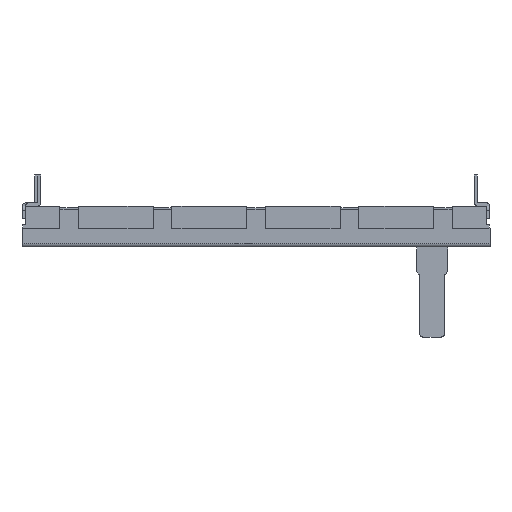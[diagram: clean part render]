
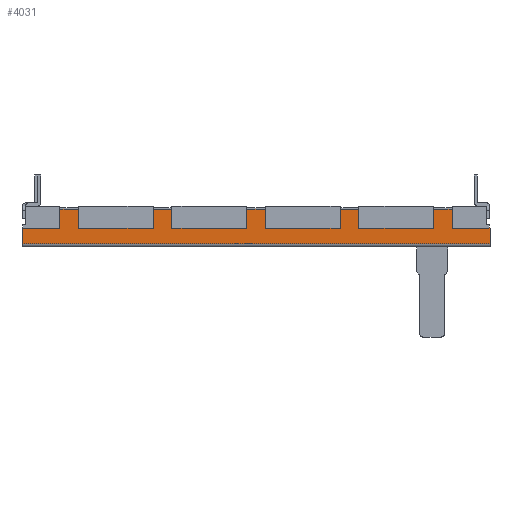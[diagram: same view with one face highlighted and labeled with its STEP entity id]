
A CAD part, left-side view. The second image highlights one B-rep face of the part: STEP entity #4031.
In plain terms, the highlighted planar face has unit normal (-1, 0, 0).
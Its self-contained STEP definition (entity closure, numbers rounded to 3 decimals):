
#208=PLANE('',#4292);
#412=FACE_OUTER_BOUND('',#621,.T.);
#621=EDGE_LOOP('',(#3507,#3508,#3509,#3510,#3511,#3512,#3513,#3514,#3515,
#3516,#3517,#3518,#3519,#3520,#3521,#3522,#3523,#3524,#3525,#3526,#3527,
#3528,#3529,#3530));
#1052=LINE('',#6205,#1588);
#1055=LINE('',#6210,#1591);
#1058=LINE('',#6215,#1594);
#1061=LINE('',#6220,#1597);
#1064=LINE('',#6225,#1600);
#1081=LINE('',#6254,#1617);
#1086=LINE('',#6263,#1622);
#1087=LINE('',#6266,#1623);
#1092=LINE('',#6275,#1628);
#1093=LINE('',#6278,#1629);
#1098=LINE('',#6287,#1634);
#1099=LINE('',#6290,#1635);
#1104=LINE('',#6299,#1640);
#1105=LINE('',#6302,#1641);
#1108=LINE('',#6307,#1644);
#1109=LINE('',#6308,#1645);
#1110=LINE('',#6309,#1646);
#1111=LINE('',#6310,#1647);
#1112=LINE('',#6312,#1648);
#1113=LINE('',#6314,#1649);
#1114=LINE('',#6316,#1650);
#1115=LINE('',#6318,#1651);
#1116=LINE('',#6320,#1652);
#1117=LINE('',#6321,#1653);
#1588=VECTOR('',#5053,10.);
#1591=VECTOR('',#5056,10.);
#1594=VECTOR('',#5059,10.);
#1597=VECTOR('',#5062,10.);
#1600=VECTOR('',#5065,10.);
#1617=VECTOR('',#5084,10.);
#1622=VECTOR('',#5091,10.);
#1623=VECTOR('',#5094,10.);
#1628=VECTOR('',#5101,10.);
#1629=VECTOR('',#5104,10.);
#1634=VECTOR('',#5111,10.);
#1635=VECTOR('',#5114,10.);
#1640=VECTOR('',#5121,10.);
#1641=VECTOR('',#5124,10.);
#1644=VECTOR('',#5129,10.);
#1645=VECTOR('',#5130,10.);
#1646=VECTOR('',#5131,10.);
#1647=VECTOR('',#5132,10.);
#1648=VECTOR('',#5133,10.);
#1649=VECTOR('',#5134,10.);
#1650=VECTOR('',#5135,10.);
#1651=VECTOR('',#5136,10.);
#1652=VECTOR('',#5137,10.);
#1653=VECTOR('',#5138,10.);
#2065=VERTEX_POINT('',#6202);
#2066=VERTEX_POINT('',#6204);
#2067=VERTEX_POINT('',#6207);
#2068=VERTEX_POINT('',#6209);
#2069=VERTEX_POINT('',#6212);
#2070=VERTEX_POINT('',#6214);
#2071=VERTEX_POINT('',#6217);
#2072=VERTEX_POINT('',#6219);
#2073=VERTEX_POINT('',#6222);
#2074=VERTEX_POINT('',#6224);
#2085=VERTEX_POINT('',#6253);
#2088=VERTEX_POINT('',#6261);
#2089=VERTEX_POINT('',#6265);
#2092=VERTEX_POINT('',#6273);
#2093=VERTEX_POINT('',#6277);
#2096=VERTEX_POINT('',#6285);
#2097=VERTEX_POINT('',#6289);
#2100=VERTEX_POINT('',#6297);
#2101=VERTEX_POINT('',#6301);
#2103=VERTEX_POINT('',#6311);
#2104=VERTEX_POINT('',#6313);
#2105=VERTEX_POINT('',#6315);
#2106=VERTEX_POINT('',#6317);
#2107=VERTEX_POINT('',#6319);
#2552=EDGE_CURVE('',#2066,#2065,#1052,.T.);
#2555=EDGE_CURVE('',#2068,#2067,#1055,.T.);
#2558=EDGE_CURVE('',#2070,#2069,#1058,.T.);
#2561=EDGE_CURVE('',#2072,#2071,#1061,.T.);
#2564=EDGE_CURVE('',#2074,#2073,#1064,.T.);
#2581=EDGE_CURVE('',#2085,#2074,#1081,.T.);
#2586=EDGE_CURVE('',#2073,#2088,#1086,.T.);
#2587=EDGE_CURVE('',#2089,#2072,#1087,.T.);
#2592=EDGE_CURVE('',#2071,#2092,#1092,.T.);
#2593=EDGE_CURVE('',#2093,#2070,#1093,.T.);
#2598=EDGE_CURVE('',#2069,#2096,#1098,.T.);
#2599=EDGE_CURVE('',#2097,#2068,#1099,.T.);
#2604=EDGE_CURVE('',#2067,#2100,#1104,.T.);
#2605=EDGE_CURVE('',#2101,#2066,#1105,.T.);
#2608=EDGE_CURVE('',#2088,#2089,#1108,.T.);
#2609=EDGE_CURVE('',#2092,#2093,#1109,.T.);
#2610=EDGE_CURVE('',#2096,#2097,#1110,.T.);
#2611=EDGE_CURVE('',#2100,#2101,#1111,.T.);
#2612=EDGE_CURVE('',#2065,#2103,#1112,.T.);
#2613=EDGE_CURVE('',#2103,#2104,#1113,.T.);
#2614=EDGE_CURVE('',#2105,#2104,#1114,.T.);
#2615=EDGE_CURVE('',#2106,#2105,#1115,.T.);
#2616=EDGE_CURVE('',#2107,#2106,#1116,.T.);
#2617=EDGE_CURVE('',#2085,#2107,#1117,.T.);
#3507=ORIENTED_EDGE('',*,*,#2564,.T.);
#3508=ORIENTED_EDGE('',*,*,#2586,.T.);
#3509=ORIENTED_EDGE('',*,*,#2608,.T.);
#3510=ORIENTED_EDGE('',*,*,#2587,.T.);
#3511=ORIENTED_EDGE('',*,*,#2561,.T.);
#3512=ORIENTED_EDGE('',*,*,#2592,.T.);
#3513=ORIENTED_EDGE('',*,*,#2609,.T.);
#3514=ORIENTED_EDGE('',*,*,#2593,.T.);
#3515=ORIENTED_EDGE('',*,*,#2558,.T.);
#3516=ORIENTED_EDGE('',*,*,#2598,.T.);
#3517=ORIENTED_EDGE('',*,*,#2610,.T.);
#3518=ORIENTED_EDGE('',*,*,#2599,.T.);
#3519=ORIENTED_EDGE('',*,*,#2555,.T.);
#3520=ORIENTED_EDGE('',*,*,#2604,.T.);
#3521=ORIENTED_EDGE('',*,*,#2611,.T.);
#3522=ORIENTED_EDGE('',*,*,#2605,.T.);
#3523=ORIENTED_EDGE('',*,*,#2552,.T.);
#3524=ORIENTED_EDGE('',*,*,#2612,.T.);
#3525=ORIENTED_EDGE('',*,*,#2613,.T.);
#3526=ORIENTED_EDGE('',*,*,#2614,.F.);
#3527=ORIENTED_EDGE('',*,*,#2615,.F.);
#3528=ORIENTED_EDGE('',*,*,#2616,.F.);
#3529=ORIENTED_EDGE('',*,*,#2617,.F.);
#3530=ORIENTED_EDGE('',*,*,#2581,.T.);
#4031=ADVANCED_FACE('',(#412),#208,.T.);
#4292=AXIS2_PLACEMENT_3D('',#6306,#5127,#5128);
#5053=DIRECTION('',(0.,1.,0.));
#5056=DIRECTION('',(0.,1.,0.));
#5059=DIRECTION('',(0.,1.,0.));
#5062=DIRECTION('',(0.,1.,0.));
#5065=DIRECTION('',(0.,1.,0.));
#5084=DIRECTION('',(0.,0.,1.));
#5091=DIRECTION('',(0.,0.,-1.));
#5094=DIRECTION('',(0.,0.,1.));
#5101=DIRECTION('',(0.,0.,-1.));
#5104=DIRECTION('',(0.,0.,1.));
#5111=DIRECTION('',(0.,0.,-1.));
#5114=DIRECTION('',(0.,0.,1.));
#5121=DIRECTION('',(0.,0.,-1.));
#5124=DIRECTION('',(0.,0.,1.));
#5127=DIRECTION('center_axis',(-1.,0.,0.));
#5128=DIRECTION('ref_axis',(0.,0.,1.));
#5129=DIRECTION('',(0.,1.,0.));
#5130=DIRECTION('',(0.,1.,0.));
#5131=DIRECTION('',(0.,1.,0.));
#5132=DIRECTION('',(0.,1.,0.));
#5133=DIRECTION('',(0.,0.,-1.));
#5134=DIRECTION('',(0.,1.,0.));
#5135=DIRECTION('',(0.,0.,1.));
#5136=DIRECTION('',(0.,1.,0.));
#5137=DIRECTION('',(0.,0.,-1.));
#5138=DIRECTION('',(0.,-1.,0.));
#6202=CARTESIAN_POINT('',(-4.8,31.6,6.1));
#6204=CARTESIAN_POINT('',(-4.8,28.6,6.1));
#6205=CARTESIAN_POINT('',(-4.8,0.,6.1));
#6207=CARTESIAN_POINT('',(-4.8,16.55,6.1));
#6209=CARTESIAN_POINT('',(-4.8,13.55,6.1));
#6210=CARTESIAN_POINT('',(-4.8,0.,6.1));
#6212=CARTESIAN_POINT('',(-4.8,1.5,6.1));
#6214=CARTESIAN_POINT('',(-4.8,-1.5,6.1));
#6215=CARTESIAN_POINT('',(-4.8,0.,6.1));
#6217=CARTESIAN_POINT('',(-4.8,-13.55,6.1));
#6219=CARTESIAN_POINT('',(-4.8,-16.55,6.1));
#6220=CARTESIAN_POINT('',(-4.8,0.,6.1));
#6222=CARTESIAN_POINT('',(-4.8,-28.6,6.1));
#6224=CARTESIAN_POINT('',(-4.8,-31.6,6.1));
#6225=CARTESIAN_POINT('',(-4.8,0.,6.1));
#6253=CARTESIAN_POINT('',(-4.8,-31.6,3.));
#6254=CARTESIAN_POINT('',(-4.8,-31.6,3.));
#6261=CARTESIAN_POINT('',(-4.8,-28.6,3.));
#6263=CARTESIAN_POINT('',(-4.8,-28.6,6.6));
#6265=CARTESIAN_POINT('',(-4.8,-16.55,3.));
#6266=CARTESIAN_POINT('',(-4.8,-16.55,3.));
#6273=CARTESIAN_POINT('',(-4.8,-13.55,3.));
#6275=CARTESIAN_POINT('',(-4.8,-13.55,6.6));
#6277=CARTESIAN_POINT('',(-4.8,-1.5,3.));
#6278=CARTESIAN_POINT('',(-4.8,-1.5,6.6));
#6285=CARTESIAN_POINT('',(-4.8,1.5,3.));
#6287=CARTESIAN_POINT('',(-4.8,1.5,3.));
#6289=CARTESIAN_POINT('',(-4.8,13.55,3.));
#6290=CARTESIAN_POINT('',(-4.8,13.55,6.6));
#6297=CARTESIAN_POINT('',(-4.8,16.55,3.));
#6299=CARTESIAN_POINT('',(-4.8,16.55,3.));
#6301=CARTESIAN_POINT('',(-4.8,28.6,3.));
#6302=CARTESIAN_POINT('',(-4.8,28.6,6.6));
#6306=CARTESIAN_POINT('Origin',(-4.8,0.,3.3));
#6307=CARTESIAN_POINT('',(-4.8,-28.6,3.));
#6308=CARTESIAN_POINT('',(-4.8,-13.55,3.));
#6309=CARTESIAN_POINT('',(-4.8,1.5,3.));
#6310=CARTESIAN_POINT('',(-4.8,16.55,3.));
#6311=CARTESIAN_POINT('',(-4.8,31.6,3.));
#6312=CARTESIAN_POINT('',(-4.8,31.6,3.));
#6313=CARTESIAN_POINT('',(-4.8,37.7,3.));
#6314=CARTESIAN_POINT('',(-4.8,31.6,3.));
#6315=CARTESIAN_POINT('',(-4.8,37.7,0.5));
#6316=CARTESIAN_POINT('',(-4.8,37.7,3.));
#6317=CARTESIAN_POINT('',(-4.8,-37.7,0.5));
#6318=CARTESIAN_POINT('',(-4.8,0.,0.5));
#6319=CARTESIAN_POINT('',(-4.8,-37.7,3.));
#6320=CARTESIAN_POINT('',(-4.8,-37.7,3.));
#6321=CARTESIAN_POINT('',(-4.8,-37.6,3.));
